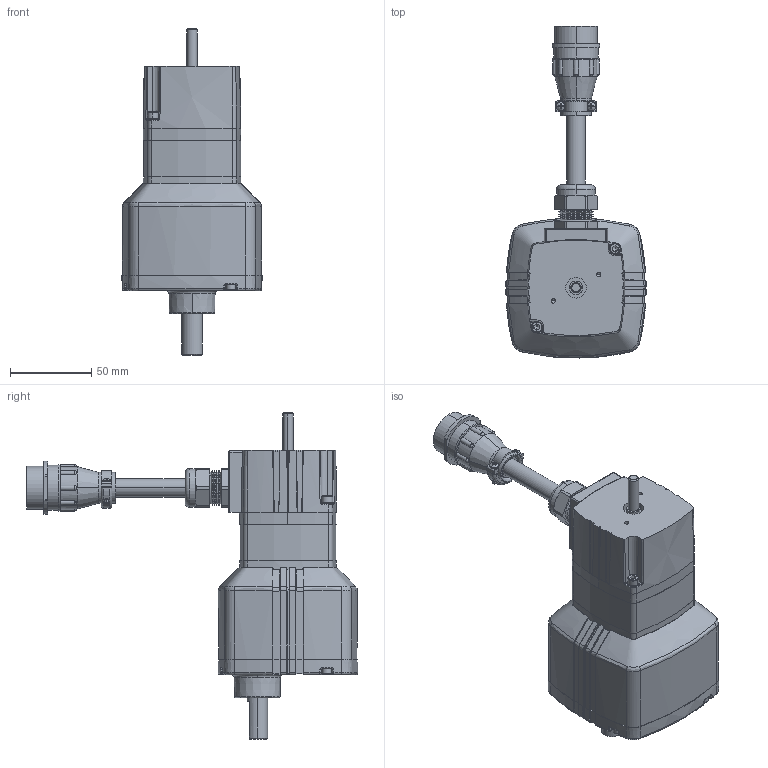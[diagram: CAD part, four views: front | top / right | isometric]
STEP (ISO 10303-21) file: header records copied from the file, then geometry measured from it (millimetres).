
FILE_DESCRIPTION (( 'STEP AP203' ), '1' );
FILE_NAME ('INFM0217.STEP', '2017-07-31T14:31:03', ( 'Admin' ), ( '' ), 'SwSTEP 2.0', 'SolidWorks 2014', '' );
FILE_SCHEMA (( 'CONFIG_CONTROL_DESIGN' ));
Length unit declared in the file: inch
Products named in the file (12): 491AZ018_491AZ018; 51600012_51600012; 54100151_54100151; 328AZ036_328AZ036; 129AZ011_129AZ011; 342AZ016_342AZ016; 57300029_57300029; 332AZ018_332AZ018; INFM0217; 238AZ008_238AZ008; 54100145_54100145; 118AZ008_118AZ008
Assembly tree (16 placements, depth 2):
  INFM0217
    328AZ036_328AZ036
    342AZ016_342AZ016
    332AZ018_332AZ018
    238AZ008_238AZ008
    54100145_54100145  x4
    118AZ008_118AZ008
    491AZ018_491AZ018
    51600012_51600012  x2
    54100151_54100151  x2
    129AZ011_129AZ011
    57300029_57300029
Bounding box: 86.5 x 204.62 x 201.22 mm (x, y, z)
Volume: 744453.3 mm3; surface area: 104973.7 mm2
Topology: 18 solids, 18 shells, 1560 faces, 3757 edges, 2286 vertices
Faces by surface type: plane 449, cylinder 377, bspline 335, cone 209, torus 148, sphere 42
Entity records: 52248 total; most frequent: CARTESIAN_POINT 19357, ORIENTED_EDGE 6898, DIRECTION 6269, EDGE_CURVE 3449, AXIS2_PLACEMENT_3D 2543, VERTEX_POINT 2120, EDGE_LOOP 1515, CIRCLE 1437
